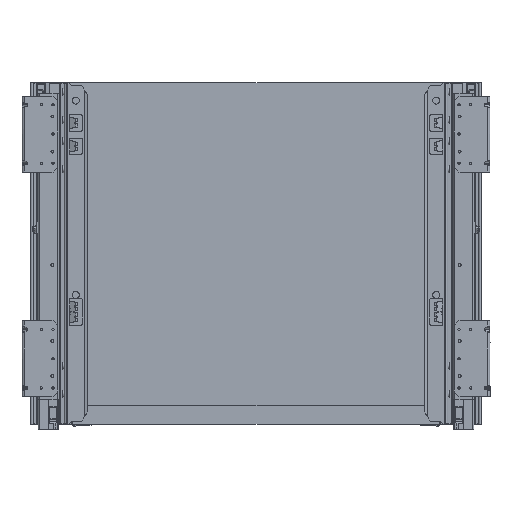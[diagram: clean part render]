
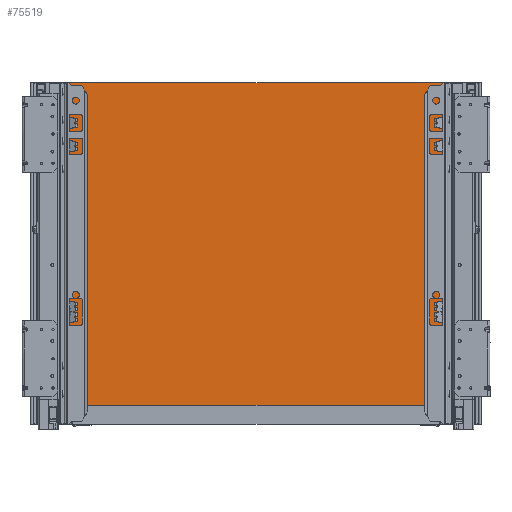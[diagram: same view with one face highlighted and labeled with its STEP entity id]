
A CAD part, front view. The second image highlights one B-rep face of the part: STEP entity #75519.
In plain terms, the highlighted face is planar.
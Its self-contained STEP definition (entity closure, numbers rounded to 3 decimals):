
#4304=PLANE('',#83141);
#8299=FACE_OUTER_BOUND('',#12749,.T.);
#12749=EDGE_LOOP('',(#68820,#68821,#68822,#68823));
#20076=LINE('',#150899,#27420);
#20080=LINE('',#150907,#27424);
#20083=LINE('',#150913,#27427);
#20086=LINE('',#150918,#27430);
#27420=VECTOR('',#103993,10.);
#27424=VECTOR('',#103999,10.);
#27427=VECTOR('',#104004,10.);
#27430=VECTOR('',#104009,10.);
#36822=VERTEX_POINT('',#150897);
#36823=VERTEX_POINT('',#150898);
#36826=VERTEX_POINT('',#150906);
#36828=VERTEX_POINT('',#150912);
#47484=EDGE_CURVE('',#36822,#36823,#20076,.T.);
#47488=EDGE_CURVE('',#36826,#36822,#20080,.T.);
#47491=EDGE_CURVE('',#36828,#36826,#20083,.T.);
#47494=EDGE_CURVE('',#36823,#36828,#20086,.T.);
#68820=ORIENTED_EDGE('',*,*,#47494,.F.);
#68821=ORIENTED_EDGE('',*,*,#47484,.F.);
#68822=ORIENTED_EDGE('',*,*,#47488,.F.);
#68823=ORIENTED_EDGE('',*,*,#47491,.F.);
#75519=ADVANCED_FACE('',(#8299),#4304,.F.);
#83141=AXIS2_PLACEMENT_3D('',#150921,#104013,#104014);
#103993=DIRECTION('',(-1.,0.,0.));
#103999=DIRECTION('',(0.,1.,0.));
#104004=DIRECTION('',(1.,0.,0.));
#104009=DIRECTION('',(0.,-1.,0.));
#104013=DIRECTION('center_axis',(0.,0.,1.));
#104014=DIRECTION('ref_axis',(1.,0.,0.));
#150897=CARTESIAN_POINT('',(162.5,0.,0.));
#150898=CARTESIAN_POINT('',(-162.5,0.,0.));
#150899=CARTESIAN_POINT('',(162.5,0.,0.));
#150906=CARTESIAN_POINT('',(162.5,-276.,0.));
#150907=CARTESIAN_POINT('',(162.5,-276.,0.));
#150912=CARTESIAN_POINT('',(-162.5,-276.,0.));
#150913=CARTESIAN_POINT('',(-162.5,-276.,0.));
#150918=CARTESIAN_POINT('',(-162.5,0.,0.));
#150921=CARTESIAN_POINT('Origin',(0.,-138.,0.));
